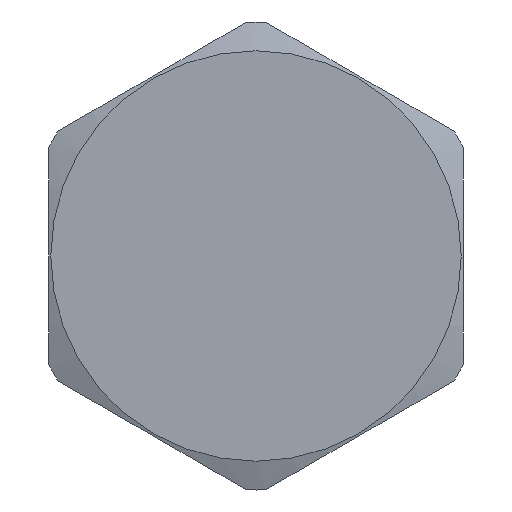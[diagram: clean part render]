
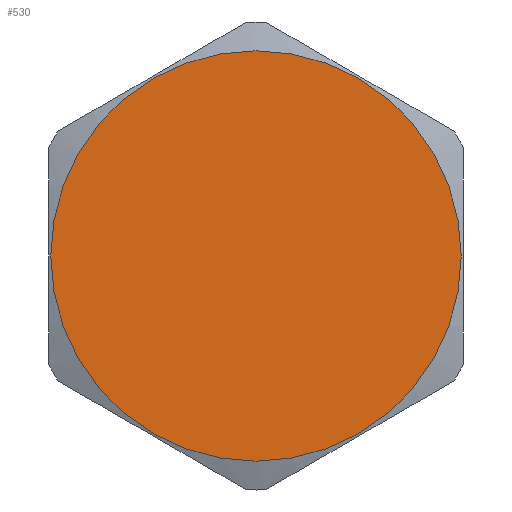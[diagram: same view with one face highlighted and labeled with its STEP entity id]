
A CAD part, left-side view. The second image highlights one B-rep face of the part: STEP entity #530.
In plain terms, the highlighted planar face has unit normal (-1, 0, 0).
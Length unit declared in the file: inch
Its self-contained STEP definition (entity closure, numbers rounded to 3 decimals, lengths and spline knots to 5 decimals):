
#41=PLANE('',#629);
#77=FACE_OUTER_BOUND('',#112,.T.);
#112=EDGE_LOOP('',(#460,#461));
#180=CIRCLE('',#586,0.5875);
#181=CIRCLE('',#587,0.5875);
#232=VERTEX_POINT('',#880);
#233=VERTEX_POINT('',#882);
#292=EDGE_CURVE('',#232,#233,#180,.T.);
#293=EDGE_CURVE('',#233,#232,#181,.T.);
#460=ORIENTED_EDGE('',*,*,#293,.F.);
#461=ORIENTED_EDGE('',*,*,#292,.F.);
#530=ADVANCED_FACE('',(#77),#41,.F.);
#586=AXIS2_PLACEMENT_3D('',#883,#697,#698);
#587=AXIS2_PLACEMENT_3D('',#884,#699,#700);
#629=AXIS2_PLACEMENT_3D('',#990,#787,#788);
#697=DIRECTION('center_axis',(1.,0.,0.));
#698=DIRECTION('ref_axis',(0.,0.,-1.));
#699=DIRECTION('center_axis',(1.,0.,0.));
#700=DIRECTION('ref_axis',(0.,0.,-1.));
#787=DIRECTION('center_axis',(1.,0.,0.));
#788=DIRECTION('ref_axis',(0.,0.,-1.));
#880=CARTESIAN_POINT('',(0.,0.,0.5875));
#882=CARTESIAN_POINT('',(0.,0.,-0.5875));
#883=CARTESIAN_POINT('Origin',(0.,0.,0.));
#884=CARTESIAN_POINT('Origin',(0.,0.,0.));
#990=CARTESIAN_POINT('Origin',(0.,0.,0.));
